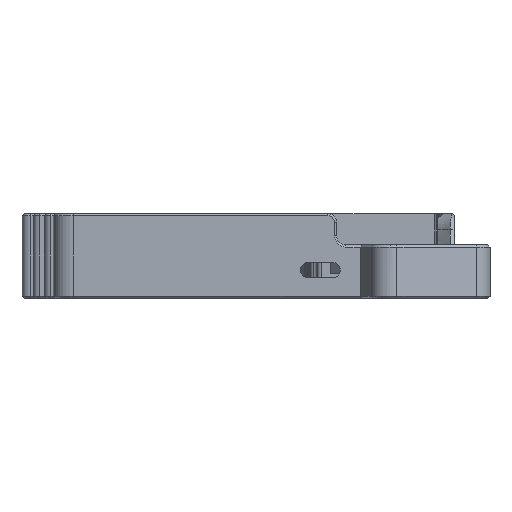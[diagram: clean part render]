
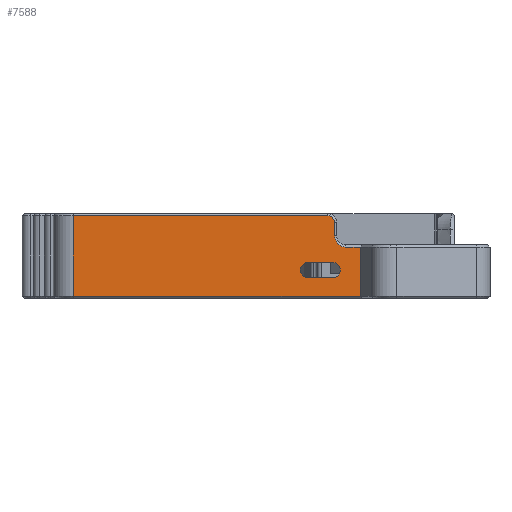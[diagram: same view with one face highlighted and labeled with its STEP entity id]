
A CAD part, left-side view. The second image highlights one B-rep face of the part: STEP entity #7588.
In plain terms, the highlighted planar face has unit normal (-1, 0, 0).
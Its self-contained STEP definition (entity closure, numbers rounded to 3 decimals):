
#654=CARTESIAN_POINT('',(-57.72,-17.378,5.1));
#655=VERTEX_POINT('',#654);
#662=CARTESIAN_POINT('',(-57.72,-11.878,5.1));
#663=VERTEX_POINT('',#662);
#664=CARTESIAN_POINT('',(-57.72,-17.378,5.1));
#665=DIRECTION('',(0.,1.,0.));
#666=VECTOR('',#665,5.5);
#667=LINE('',#664,#666);
#668=EDGE_CURVE('',#655,#663,#667,.T.);
#7470=CARTESIAN_POINT('',(-57.72,43.248,16.));
#7471=DIRECTION('',(-1.,0.,-0.));
#7472=DIRECTION('',(-0.,-1.,0.));
#7473=AXIS2_PLACEMENT_3D('',#7470,#7471,#7472);
#7474=PLANE('',#7473);
#7475=ORIENTED_EDGE('',*,*,#668,.F.);
#7476=CARTESIAN_POINT('',(-57.72,-19.128,3.35));
#7477=VERTEX_POINT('',#7476);
#7478=CARTESIAN_POINT('',(-57.72,-17.378,3.35));
#7479=DIRECTION('',(-1.,0.,-0.));
#7480=DIRECTION('',(-0.,-1.,0.));
#7481=AXIS2_PLACEMENT_3D('',#7478,#7479,#7480);
#7482=CIRCLE('',#7481,1.75);
#7483=EDGE_CURVE('',#7477,#655,#7482,.T.);
#7484=ORIENTED_EDGE('',*,*,#7483,.F.);
#7485=CARTESIAN_POINT('',(-57.72,-17.378,1.6));
#7486=VERTEX_POINT('',#7485);
#7487=CARTESIAN_POINT('',(-57.72,-17.378,3.35));
#7488=DIRECTION('',(-1.,0.,-0.));
#7489=DIRECTION('',(-0.,-1.,0.));
#7490=AXIS2_PLACEMENT_3D('',#7487,#7488,#7489);
#7491=CIRCLE('',#7490,1.75);
#7492=EDGE_CURVE('',#7486,#7477,#7491,.T.);
#7493=ORIENTED_EDGE('',*,*,#7492,.F.);
#7494=CARTESIAN_POINT('',(-57.72,-11.878,1.6));
#7495=VERTEX_POINT('',#7494);
#7496=CARTESIAN_POINT('',(-57.72,-11.878,1.6));
#7497=DIRECTION('',(-0.,-1.,0.));
#7498=VECTOR('',#7497,5.5);
#7499=LINE('',#7496,#7498);
#7500=EDGE_CURVE('',#7495,#7486,#7499,.T.);
#7501=ORIENTED_EDGE('',*,*,#7500,.F.);
#7502=CARTESIAN_POINT('',(-57.72,-10.128,3.35));
#7503=VERTEX_POINT('',#7502);
#7504=CARTESIAN_POINT('',(-57.72,-11.878,3.35));
#7505=DIRECTION('',(-1.,0.,-0.));
#7506=DIRECTION('',(-0.,-1.,0.));
#7507=AXIS2_PLACEMENT_3D('',#7504,#7505,#7506);
#7508=CIRCLE('',#7507,1.75);
#7509=EDGE_CURVE('',#7503,#7495,#7508,.T.);
#7510=ORIENTED_EDGE('',*,*,#7509,.F.);
#7511=CARTESIAN_POINT('',(-57.72,-11.878,3.35));
#7512=DIRECTION('',(-1.,0.,-0.));
#7513=DIRECTION('',(-0.,-1.,0.));
#7514=AXIS2_PLACEMENT_3D('',#7511,#7512,#7513);
#7515=CIRCLE('',#7514,1.75);
#7516=EDGE_CURVE('',#663,#7503,#7515,.T.);
#7517=ORIENTED_EDGE('',*,*,#7516,.F.);
#7518=EDGE_LOOP('',(#7475,#7484,#7493,#7501,#7510,#7517));
#7519=FACE_BOUND('',#7518,.T.);
#7520=CARTESIAN_POINT('',(-57.72,40.748,15.5));
#7521=VERTEX_POINT('',#7520);
#7522=CARTESIAN_POINT('',(-57.72,40.748,-2.5));
#7523=VERTEX_POINT('',#7522);
#7524=CARTESIAN_POINT('',(-57.72,40.748,15.5));
#7525=DIRECTION('',(0.,-0.,-1.));
#7526=VECTOR('',#7525,18.);
#7527=LINE('',#7524,#7526);
#7528=EDGE_CURVE('',#7521,#7523,#7527,.T.);
#7529=ORIENTED_EDGE('',*,*,#7528,.T.);
#7530=CARTESIAN_POINT('',(-57.72,-23.573,-2.5));
#7531=VERTEX_POINT('',#7530);
#7532=CARTESIAN_POINT('',(-57.72,40.748,-2.5));
#7533=DIRECTION('',(-0.,-1.,0.));
#7534=VECTOR('',#7533,64.321);
#7535=LINE('',#7532,#7534);
#7536=EDGE_CURVE('',#7523,#7531,#7535,.T.);
#7537=ORIENTED_EDGE('',*,*,#7536,.T.);
#7538=CARTESIAN_POINT('',(-57.72,-23.573,8.5));
#7539=VERTEX_POINT('',#7538);
#7540=CARTESIAN_POINT('',(-57.72,-23.573,8.5));
#7541=DIRECTION('',(0.,-0.,-1.));
#7542=VECTOR('',#7541,11.);
#7543=LINE('',#7540,#7542);
#7544=EDGE_CURVE('',#7539,#7531,#7543,.T.);
#7545=ORIENTED_EDGE('',*,*,#7544,.F.);
#7546=CARTESIAN_POINT('',(-57.72,-20.306,8.5));
#7547=VERTEX_POINT('',#7546);
#7548=CARTESIAN_POINT('',(-57.72,-23.573,8.5));
#7549=DIRECTION('',(0.,1.,0.));
#7550=VECTOR('',#7549,3.267);
#7551=LINE('',#7548,#7550);
#7552=EDGE_CURVE('',#7539,#7547,#7551,.T.);
#7553=ORIENTED_EDGE('',*,*,#7552,.T.);
#7554=CARTESIAN_POINT('',(-57.72,-17.806,11.));
#7555=VERTEX_POINT('',#7554);
#7556=CARTESIAN_POINT('',(-57.72,-20.306,11.));
#7557=DIRECTION('',(1.,-0.,0.));
#7558=DIRECTION('',(-0.,-1.,0.));
#7559=AXIS2_PLACEMENT_3D('',#7556,#7557,#7558);
#7560=CIRCLE('',#7559,2.5);
#7561=EDGE_CURVE('',#7547,#7555,#7560,.T.);
#7562=ORIENTED_EDGE('',*,*,#7561,.T.);
#7563=CARTESIAN_POINT('',(-57.72,-17.806,14.));
#7564=VERTEX_POINT('',#7563);
#7565=CARTESIAN_POINT('',(-57.72,-17.806,11.));
#7566=DIRECTION('',(-0.,0.,1.));
#7567=VECTOR('',#7566,3.);
#7568=LINE('',#7565,#7567);
#7569=EDGE_CURVE('',#7555,#7564,#7568,.T.);
#7570=ORIENTED_EDGE('',*,*,#7569,.T.);
#7571=CARTESIAN_POINT('',(-57.72,-16.306,15.5));
#7572=VERTEX_POINT('',#7571);
#7573=CARTESIAN_POINT('',(-57.72,-16.306,14.));
#7574=DIRECTION('',(-1.,0.,-0.));
#7575=DIRECTION('',(-0.,-1.,0.));
#7576=AXIS2_PLACEMENT_3D('',#7573,#7574,#7575);
#7577=CIRCLE('',#7576,1.5);
#7578=EDGE_CURVE('',#7564,#7572,#7577,.T.);
#7579=ORIENTED_EDGE('',*,*,#7578,.T.);
#7580=CARTESIAN_POINT('',(-57.72,-16.306,15.5));
#7581=DIRECTION('',(0.,1.,0.));
#7582=VECTOR('',#7581,57.054);
#7583=LINE('',#7580,#7582);
#7584=EDGE_CURVE('',#7572,#7521,#7583,.T.);
#7585=ORIENTED_EDGE('',*,*,#7584,.T.);
#7586=EDGE_LOOP('',(#7529,#7537,#7545,#7553,#7562,#7570,#7579,#7585));
#7587=FACE_BOUND('',#7586,.T.);
#7588=ADVANCED_FACE('',(#7519,#7587),#7474,.T.);
